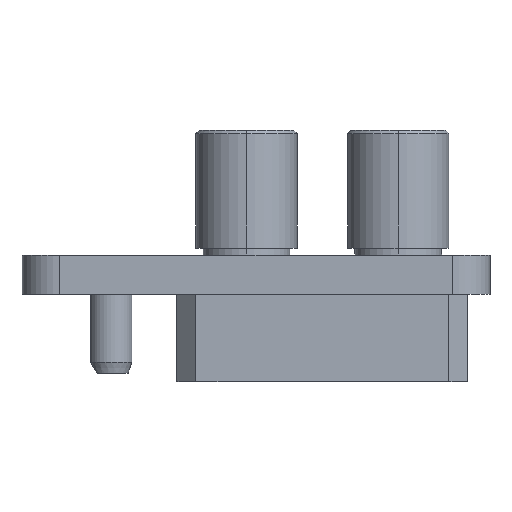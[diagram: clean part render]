
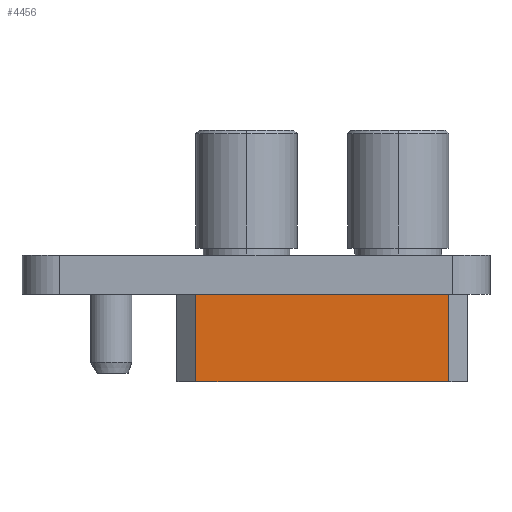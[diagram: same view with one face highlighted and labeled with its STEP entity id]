
A CAD part, left-side view. The second image highlights one B-rep face of the part: STEP entity #4456.
In plain terms, the highlighted planar face has unit normal (-1, 0, 0).
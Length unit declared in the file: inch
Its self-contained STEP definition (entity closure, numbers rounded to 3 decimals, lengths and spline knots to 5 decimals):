
#124 = ORIENTED_EDGE ( 'NONE', *, *, #13871, .T. ) ;
#208 = LINE ( 'NONE', #9632, #13583 ) ;
#579 = VERTEX_POINT ( 'NONE', #4931 ) ;
#1344 = CARTESIAN_POINT ( 'NONE',  ( -0.456, -0.305, 0.138 ) ) ;
#1549 = DIRECTION ( 'NONE',  ( 0., 1., 0. ) ) ;
#1598 = EDGE_CURVE ( 'NONE', #10918, #5406, #15019, .T. ) ;
#1616 = VECTOR ( 'NONE', #13551, 39.37008 ) ;
#1766 = VERTEX_POINT ( 'NONE', #7880 ) ;
#2118 = CARTESIAN_POINT ( 'NONE',  ( -0.456, 0.095, 0.138 ) ) ;
#2576 = LINE ( 'NONE', #2118, #12222 ) ;
#3068 = PLANE ( 'NONE',  #7690 ) ;
#3852 = CARTESIAN_POINT ( 'NONE',  ( -0.456, 0., 0.138 ) ) ;
#4129 = CARTESIAN_POINT ( 'NONE',  ( -0.456, 0., 0. ) ) ;
#4456 = ADVANCED_FACE ( 'NONE', ( #10599 ), #3068, .F. ) ;
#4931 = CARTESIAN_POINT ( 'NONE',  ( -0.456, 0.095, 0.138 ) ) ;
#5137 = ORIENTED_EDGE ( 'NONE', *, *, #10203, .F. ) ;
#5406 = VERTEX_POINT ( 'NONE', #6733 ) ;
#6733 = CARTESIAN_POINT ( 'NONE',  ( -0.456, -0.305, 0. ) ) ;
#7278 = CARTESIAN_POINT ( 'NONE',  ( -0.456, -0.305, 0.138 ) ) ;
#7690 = AXIS2_PLACEMENT_3D ( 'NONE', #3852, #15397, #1549 ) ;
#7880 = CARTESIAN_POINT ( 'NONE',  ( -0.456, 0.095, 0. ) ) ;
#8210 = VECTOR ( 'NONE', #15436, 39.37008 ) ;
#9632 = CARTESIAN_POINT ( 'NONE',  ( -0.456, 0., 0.138 ) ) ;
#9692 = DIRECTION ( 'NONE',  ( 0., 0., -1. ) ) ;
#10203 = EDGE_CURVE ( 'NONE', #579, #10918, #208, .T. ) ;
#10599 = FACE_OUTER_BOUND ( 'NONE', #15931, .T. ) ;
#10887 = DIRECTION ( 'NONE',  ( 0., -1., 0. ) ) ;
#10918 = VERTEX_POINT ( 'NONE', #1344 ) ;
#11284 = EDGE_CURVE ( 'NONE', #579, #1766, #2576, .T. ) ;
#11552 = LINE ( 'NONE', #4129, #8210 ) ;
#12222 = VECTOR ( 'NONE', #9692, 39.37008 ) ;
#13551 = DIRECTION ( 'NONE',  ( 0., 0., -1. ) ) ;
#13583 = VECTOR ( 'NONE', #10887, 39.37008 ) ;
#13871 = EDGE_CURVE ( 'NONE', #1766, #5406, #11552, .T. ) ;
#14404 = ORIENTED_EDGE ( 'NONE', *, *, #11284, .T. ) ;
#15019 = LINE ( 'NONE', #7278, #1616 ) ;
#15397 = DIRECTION ( 'NONE',  ( 1., 0., 0. ) ) ;
#15436 = DIRECTION ( 'NONE',  ( 0., -1., 0. ) ) ;
#15931 = EDGE_LOOP ( 'NONE', ( #124, #16171, #5137, #14404 ) ) ;
#16171 = ORIENTED_EDGE ( 'NONE', *, *, #1598, .F. ) ;
